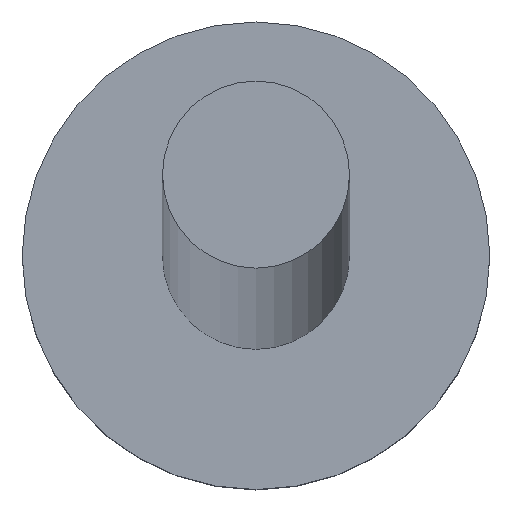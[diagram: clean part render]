
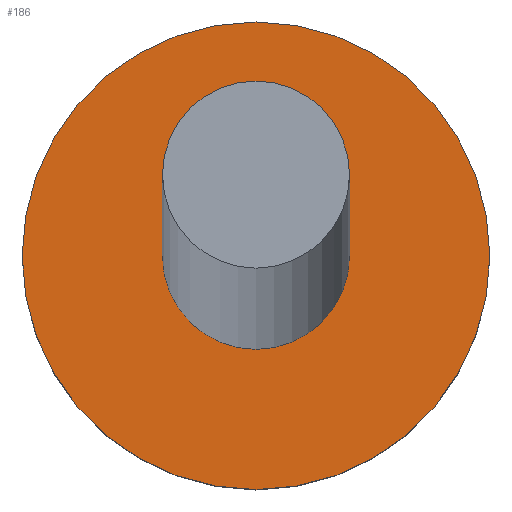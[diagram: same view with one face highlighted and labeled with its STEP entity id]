
A CAD part, top view. The second image highlights one B-rep face of the part: STEP entity #186.
In plain terms, the highlighted planar face has unit normal (0, 0, 1).
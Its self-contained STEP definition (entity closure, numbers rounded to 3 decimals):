
#3 = ORIENTED_EDGE ( 'NONE', *, *, #138, .F. ) ;
#6 = DIRECTION ( 'NONE',  ( 1., 0., 0. ) ) ;
#11 = EDGE_CURVE ( 'NONE', #120, #136, #49, .T. ) ;
#13 = AXIS2_PLACEMENT_3D ( 'NONE', #132, #23, #246 ) ;
#16 = AXIS2_PLACEMENT_3D ( 'NONE', #71, #32, #95 ) ;
#23 = DIRECTION ( 'NONE',  ( 0., 0., 1. ) ) ;
#25 = PLANE ( 'NONE',  #13 ) ;
#28 = CARTESIAN_POINT ( 'NONE',  ( -1.25, 0., 1.2 ) ) ;
#32 = DIRECTION ( 'NONE',  ( 0., 0., 1. ) ) ;
#34 = VERTEX_POINT ( 'NONE', #124 ) ;
#46 = CARTESIAN_POINT ( 'NONE',  ( 0., 0., 1.2 ) ) ;
#49 = CIRCLE ( 'NONE', #140, 1.25 ) ;
#56 = EDGE_LOOP ( 'NONE', ( #236, #139 ) ) ;
#58 = CARTESIAN_POINT ( 'NONE',  ( 0., 0., 1.2 ) ) ;
#62 = CARTESIAN_POINT ( 'NONE',  ( 1.25, 0., 1.2 ) ) ;
#68 = FACE_BOUND ( 'NONE', #201, .T. ) ;
#71 = CARTESIAN_POINT ( 'NONE',  ( 0., 0., 1.2 ) ) ;
#75 = CIRCLE ( 'NONE', #102, 0.5 ) ;
#88 = DIRECTION ( 'NONE',  ( 0., 0., 1. ) ) ;
#95 = DIRECTION ( 'NONE',  ( 1., 0., 0. ) ) ;
#102 = AXIS2_PLACEMENT_3D ( 'NONE', #46, #88, #6 ) ;
#104 = VERTEX_POINT ( 'NONE', #149 ) ;
#115 = DIRECTION ( 'NONE',  ( 0., 0., 1. ) ) ;
#120 = VERTEX_POINT ( 'NONE', #28 ) ;
#124 = CARTESIAN_POINT ( 'NONE',  ( 0.5, 0., 1.2 ) ) ;
#132 = CARTESIAN_POINT ( 'NONE',  ( 0., 0., 1.2 ) ) ;
#134 = CIRCLE ( 'NONE', #226, 1.25 ) ;
#136 = VERTEX_POINT ( 'NONE', #62 ) ;
#138 = EDGE_CURVE ( 'NONE', #104, #34, #75, .T. ) ;
#139 = ORIENTED_EDGE ( 'NONE', *, *, #235, .T. ) ;
#140 = AXIS2_PLACEMENT_3D ( 'NONE', #58, #142, #199 ) ;
#142 = DIRECTION ( 'NONE',  ( 0., 0., 1. ) ) ;
#149 = CARTESIAN_POINT ( 'NONE',  ( -0.5, 0., 1.2 ) ) ;
#155 = CARTESIAN_POINT ( 'NONE',  ( 0., 0., 1.2 ) ) ;
#176 = DIRECTION ( 'NONE',  ( 1., 0., 0. ) ) ;
#186 = ADVANCED_FACE ( 'NONE', ( #68, #232 ), #25, .T. ) ;
#199 = DIRECTION ( 'NONE',  ( 1., 0., 0. ) ) ;
#201 = EDGE_LOOP ( 'NONE', ( #3, #238 ) ) ;
#226 = AXIS2_PLACEMENT_3D ( 'NONE', #155, #115, #176 ) ;
#232 = FACE_OUTER_BOUND ( 'NONE', #56, .T. ) ;
#234 = CIRCLE ( 'NONE', #16, 0.5 ) ;
#235 = EDGE_CURVE ( 'NONE', #136, #120, #134, .T. ) ;
#236 = ORIENTED_EDGE ( 'NONE', *, *, #11, .T. ) ;
#238 = ORIENTED_EDGE ( 'NONE', *, *, #245, .F. ) ;
#245 = EDGE_CURVE ( 'NONE', #34, #104, #234, .T. ) ;
#246 = DIRECTION ( 'NONE',  ( 1., 0., 0. ) ) ;
